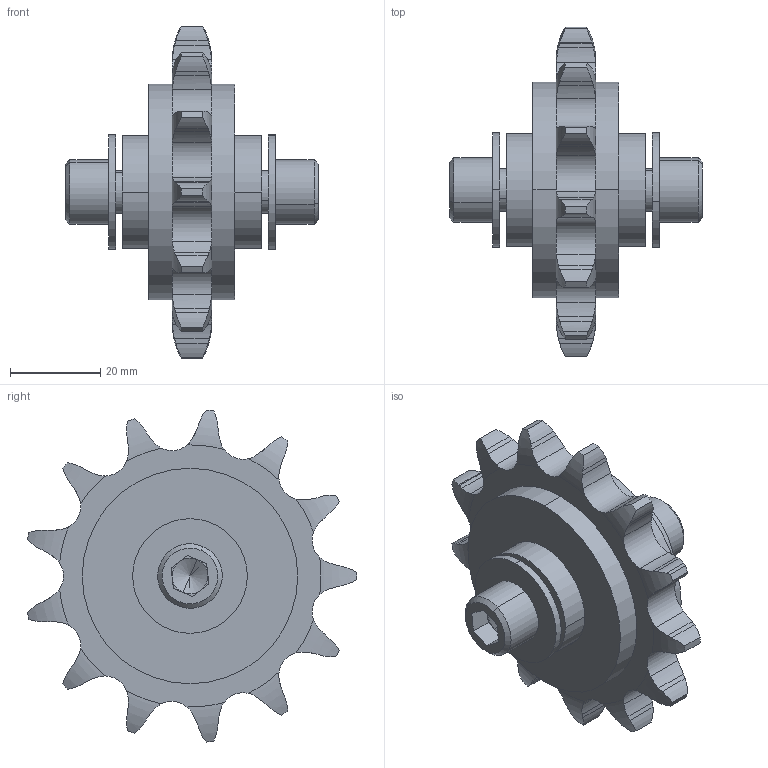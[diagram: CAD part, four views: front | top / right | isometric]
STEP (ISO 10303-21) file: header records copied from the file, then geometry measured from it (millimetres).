
FILE_DESCRIPTION (( 'STEP AP214' ), '1' );
FILE_NAME ('IdlerSprocket.STEP', '2019-01-26T03:50:02', ( 'pattaya2u' ), ( 'Microsoft' ), 'SwSTEP 2.0', 'SolidWorks 2018', '' );
FILE_SCHEMA (( 'AUTOMOTIVE_DESIGN' ));
Length unit declared in the file: millimetre
Products named in the file (7): IdlerSprocket; ChainTensionerShaft; Radial Ball Bearing_68_SKF_SKF - 61805 - 22,SI,NC,22_68; Basic Internal Retaining Ring_wti_Truarc N5000-145 - S1.456; Flat Washer Type B Regular_AI_Regular FW 0.375; Precision Roller Chain Sprocket_AI_50-0.625P1ST13T13SB3.0H.75L1.0000N; Socket Head Cap Screw_AI_HX-SHCS 0.375-24x0.5x0.5-N
Assembly tree (8 placements, depth 2):
  IdlerSprocket
    Precision Roller Chain Sprocket_AI_50-0.625P1ST13T13SB3.0H.75L1.0000N
    ChainTensionerShaft
    Flat Washer Type B Regular_AI_Regular FW 0.375  x2
    Socket Head Cap Screw_AI_HX-SHCS 0.375-24x0.5x0.5-N  x2
    Radial Ball Bearing_68_SKF_SKF - 61805 - 22,SI,NC,22_68
    Basic Internal Retaining Ring_wti_Truarc N5000-145 - S1.456
Bounding box: 56.05 x 73.04 x 73.57 mm (x, y, z)
Volume: 57848.7 mm3; surface area: 23587.3 mm2
Topology: 8 solids, 8 shells, 268 faces, 694 edges, 446 vertices
Faces by surface type: cylinder 138, plane 74, torus 44, cone 12
Entity records: 8056 total; most frequent: CARTESIAN_POINT 2083, ORIENTED_EDGE 1244, DIRECTION 1104, EDGE_CURVE 622, AXIS2_PLACEMENT_3D 456, VERTEX_POINT 405, EDGE_LOOP 253, FACE_OUTER_BOUND 235
